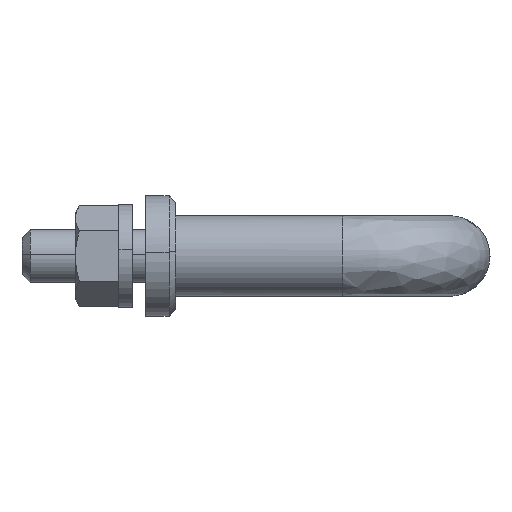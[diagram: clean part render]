
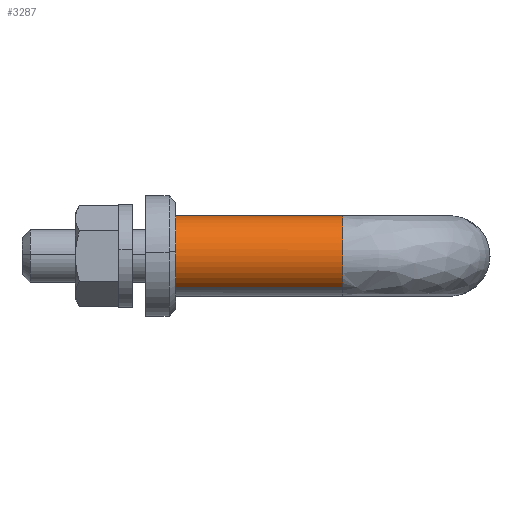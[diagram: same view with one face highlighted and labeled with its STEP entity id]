
A CAD part, left-side view. The second image highlights one B-rep face of the part: STEP entity #3287.
In plain terms, the highlighted free-form (B-spline) face has degree [2, 1] with [5, 2] control points.
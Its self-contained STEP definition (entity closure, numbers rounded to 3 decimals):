
#3174=CARTESIAN_POINT('',(3.735,0.7,4.696));
#3175=CARTESIAN_POINT('',(-0.961,0.7,8.431));
#3176=CARTESIAN_POINT('',(-4.696,0.7,3.735));
#3177=CARTESIAN_POINT('',(-8.431,0.7,-0.961));
#3178=CARTESIAN_POINT('',(-3.735,0.7,-4.696));
#3179=CARTESIAN_POINT('',(3.735,-28.718,4.696));
#3180=CARTESIAN_POINT('',(-0.961,-28.718,8.431));
#3181=CARTESIAN_POINT('',(-4.696,-28.718,3.735));
#3182=CARTESIAN_POINT('',(-8.431,-28.718,-0.961));
#3183=CARTESIAN_POINT('',(-3.735,-28.718,-4.696));
#3191=(BOUNDED_SURFACE()B_SPLINE_SURFACE(2,1,((#3174,#3179),(#3175,#3180),(#3176,#3181),(#3177,#3182),(#3178,#3183)),.UNSPECIFIED.,.F.,.F.,.U.)B_SPLINE_SURFACE_WITH_KNOTS((3,2,3),(2,2),(0.0,9.941,19.882),(0.0,29.418),.UNSPECIFIED.)GEOMETRIC_REPRESENTATION_ITEM()RATIONAL_B_SPLINE_SURFACE(((1.0,1.0),(0.707,0.707),(1.0,1.0),(0.707,0.707),(1.0,1.0)))REPRESENTATION_ITEM('')SURFACE());
#3192=CARTESIAN_POINT('',(-0.075,-28.,6.));
#3193=VERTEX_POINT('',#3192);
#3194=CARTESIAN_POINT('',(3.735,-28.0,4.696));
#3195=VERTEX_POINT('',#3194);
#3196=CARTESIAN_POINT('',(-0.075,-28.,6.));
#3197=CARTESIAN_POINT('',(-0.038,-28.,6.));
#3198=CARTESIAN_POINT('',(0.,-28.0,6.0));
#3199=CARTESIAN_POINT('',(2.095,-28.0,6.0));
#3200=CARTESIAN_POINT('',(3.735,-28.,4.696));
#3208=(BOUNDED_CURVE()B_SPLINE_CURVE(2,(#3196,#3197,#3198,#3199,#3200),.UNSPECIFIED.,.F.,.U.)B_SPLINE_CURVE_WITH_KNOTS((3,2,3),(0.748,0.75,0.858),.UNSPECIFIED.)CURVE()GEOMETRIC_REPRESENTATION_ITEM()RATIONAL_B_SPLINE_CURVE((0.995,0.997,1.0,0.874,0.856))REPRESENTATION_ITEM(''));
#3209=EDGE_CURVE('',#3193,#3195,#3208,.T.);
#3210=ORIENTED_EDGE('',*,*,#3209,.T.);
#3211=CARTESIAN_POINT('',(3.735,0.,4.696));
#3212=VERTEX_POINT('',#3211);
#3213=CARTESIAN_POINT('',(3.735,0.,4.696));
#3214=CARTESIAN_POINT('',(3.735,-28.0,4.696));
#3215=QUASI_UNIFORM_CURVE('',1,(#3213,#3214),.UNSPECIFIED.,.F.,.U.);
#3216=EDGE_CURVE('',#3212,#3195,#3215,.T.);
#3217=ORIENTED_EDGE('',*,*,#3216,.F.);
#3218=CARTESIAN_POINT('',(-6.0,0.0,0.0));
#3219=VERTEX_POINT('',#3218);
#3220=CARTESIAN_POINT('',(-6.0,0.0,0.0));
#3221=CARTESIAN_POINT('',(-6.0,0.0,6.0));
#3222=CARTESIAN_POINT('',(0.0,0.0,6.0));
#3223=CARTESIAN_POINT('',(2.095,0.0,6.0));
#3224=CARTESIAN_POINT('',(3.735,0.,4.696));
#3232=(BOUNDED_CURVE()B_SPLINE_CURVE(2,(#3220,#3221,#3222,#3223,#3224),.UNSPECIFIED.,.F.,.U.)B_SPLINE_CURVE_WITH_KNOTS((3,2,3),(0.5,0.75,0.858),.UNSPECIFIED.)CURVE()GEOMETRIC_REPRESENTATION_ITEM()RATIONAL_B_SPLINE_CURVE((1.0,0.707,1.0,0.874,0.856))REPRESENTATION_ITEM(''));
#3233=EDGE_CURVE('',#3219,#3212,#3232,.T.);
#3234=ORIENTED_EDGE('',*,*,#3233,.F.);
#3235=CARTESIAN_POINT('',(-3.735,0.,-4.696));
#3236=VERTEX_POINT('',#3235);
#3237=CARTESIAN_POINT('',(-3.735,0.,-4.696));
#3238=CARTESIAN_POINT('',(-6.,0.0,-2.894));
#3239=CARTESIAN_POINT('',(-6.0,0.0,0.0));
#3247=(BOUNDED_CURVE()B_SPLINE_CURVE(2,(#3237,#3238,#3239),.UNSPECIFIED.,.F.,.U.)B_SPLINE_CURVE_WITH_KNOTS((3,3),(0.358,0.5),.UNSPECIFIED.)CURVE()GEOMETRIC_REPRESENTATION_ITEM()RATIONAL_B_SPLINE_CURVE((0.856,0.833,1.0))REPRESENTATION_ITEM(''));
#3248=EDGE_CURVE('',#3236,#3219,#3247,.T.);
#3249=ORIENTED_EDGE('',*,*,#3248,.F.);
#3250=CARTESIAN_POINT('',(-3.735,-28.0,-4.696));
#3251=VERTEX_POINT('',#3250);
#3252=CARTESIAN_POINT('',(-3.735,0.,-4.696));
#3253=CARTESIAN_POINT('',(-3.735,-28.0,-4.696));
#3254=QUASI_UNIFORM_CURVE('',1,(#3252,#3253),.UNSPECIFIED.,.F.,.U.);
#3255=EDGE_CURVE('',#3236,#3251,#3254,.T.);
#3256=ORIENTED_EDGE('',*,*,#3255,.T.);
#3257=CARTESIAN_POINT('',(-6.,-28.0,0.0));
#3258=VERTEX_POINT('',#3257);
#3259=CARTESIAN_POINT('',(-3.735,-28.,-4.696));
#3260=CARTESIAN_POINT('',(-6.,-28.,-2.894));
#3261=CARTESIAN_POINT('',(-6.,-28.0,0.0));
#3269=(BOUNDED_CURVE()B_SPLINE_CURVE(2,(#3259,#3260,#3261),.UNSPECIFIED.,.F.,.U.)B_SPLINE_CURVE_WITH_KNOTS((3,3),(0.358,0.5),.UNSPECIFIED.)CURVE()GEOMETRIC_REPRESENTATION_ITEM()RATIONAL_B_SPLINE_CURVE((0.856,0.833,1.0))REPRESENTATION_ITEM(''));
#3270=EDGE_CURVE('',#3251,#3258,#3269,.T.);
#3271=ORIENTED_EDGE('',*,*,#3270,.T.);
#3272=CARTESIAN_POINT('',(-6.,-28.0,0.0));
#3273=CARTESIAN_POINT('',(-6.,-28.,5.925));
#3274=CARTESIAN_POINT('',(-0.075,-28.,6.));
#3282=(BOUNDED_CURVE()B_SPLINE_CURVE(2,(#3272,#3273,#3274),.UNSPECIFIED.,.F.,.U.)B_SPLINE_CURVE_WITH_KNOTS((3,3),(0.5,0.748),.UNSPECIFIED.)CURVE()GEOMETRIC_REPRESENTATION_ITEM()RATIONAL_B_SPLINE_CURVE((1.0,0.71,0.995))REPRESENTATION_ITEM(''));
#3283=EDGE_CURVE('',#3258,#3193,#3282,.T.);
#3284=ORIENTED_EDGE('',*,*,#3283,.T.);
#3285=EDGE_LOOP('',(#3210,#3217,#3234,#3249,#3256,#3271,#3284));
#3286=FACE_OUTER_BOUND('',#3285,.T.);
#3287=ADVANCED_FACE('',(#3286),#3191,.T.);
